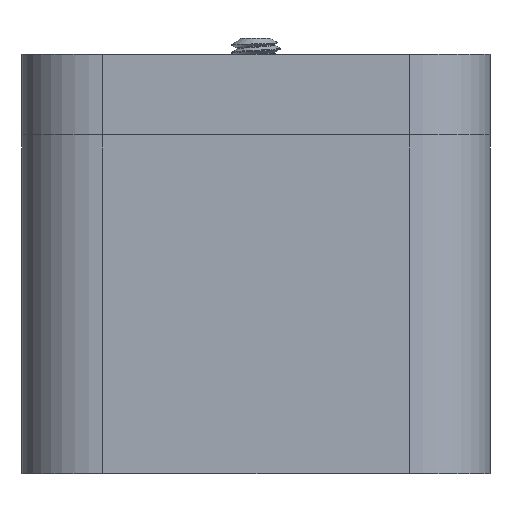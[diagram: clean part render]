
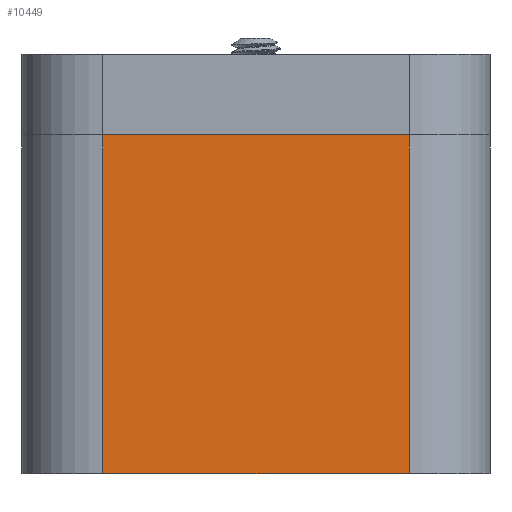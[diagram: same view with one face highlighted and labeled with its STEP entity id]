
A CAD part, front view. The second image highlights one B-rep face of the part: STEP entity #10449.
In plain terms, the highlighted planar face has unit normal (0, -1, 0).
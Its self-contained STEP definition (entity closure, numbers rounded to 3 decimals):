
#776=PLANE('',#11273);
#1097=FACE_OUTER_BOUND('',#1734,.T.);
#1734=EDGE_LOOP('',(#7789,#7790,#7791,#7792));
#2479=LINE('',#15502,#3325);
#2495=LINE('',#15591,#3341);
#2499=LINE('',#15605,#3345);
#2507=LINE('',#15636,#3353);
#3325=VECTOR('',#12743,10.);
#3341=VECTOR('',#12851,10.);
#3345=VECTOR('',#12865,10.);
#3353=VECTOR('',#12905,10.);
#4446=VERTEX_POINT('',#15487);
#4453=VERTEX_POINT('',#15500);
#4480=VERTEX_POINT('',#15590);
#4484=VERTEX_POINT('',#15602);
#5631=EDGE_CURVE('',#4453,#4446,#2479,.T.);
#5673=EDGE_CURVE('',#4446,#4480,#2495,.T.);
#5680=EDGE_CURVE('',#4453,#4484,#2499,.T.);
#5695=EDGE_CURVE('',#4484,#4480,#2507,.T.);
#7789=ORIENTED_EDGE('',*,*,#5673,.F.);
#7790=ORIENTED_EDGE('',*,*,#5631,.F.);
#7791=ORIENTED_EDGE('',*,*,#5680,.T.);
#7792=ORIENTED_EDGE('',*,*,#5695,.T.);
#10449=ADVANCED_FACE('',(#1097),#776,.T.);
#11273=AXIS2_PLACEMENT_3D('',#15677,#12928,#12929);
#12743=DIRECTION('',(-1.,0.,0.));
#12851=DIRECTION('',(0.,0.,1.));
#12865=DIRECTION('',(0.,0.,1.));
#12905=DIRECTION('',(-1.,0.,0.));
#12928=DIRECTION('center_axis',(0.,-1.,0.));
#12929=DIRECTION('ref_axis',(-1.,0.,0.));
#15487=CARTESIAN_POINT('',(151.049,-15.728,-2.951));
#15500=CARTESIAN_POINT('',(170.049,-15.728,-2.951));
#15502=CARTESIAN_POINT('',(146.049,-15.728,-2.951));
#15590=CARTESIAN_POINT('',(151.049,-15.728,18.049));
#15591=CARTESIAN_POINT('',(151.049,-15.728,23.049));
#15602=CARTESIAN_POINT('',(170.049,-15.728,18.049));
#15605=CARTESIAN_POINT('',(170.049,-15.728,23.049));
#15636=CARTESIAN_POINT('',(167.799,-15.728,18.049));
#15677=CARTESIAN_POINT('Origin',(175.049,-15.728,23.049));
